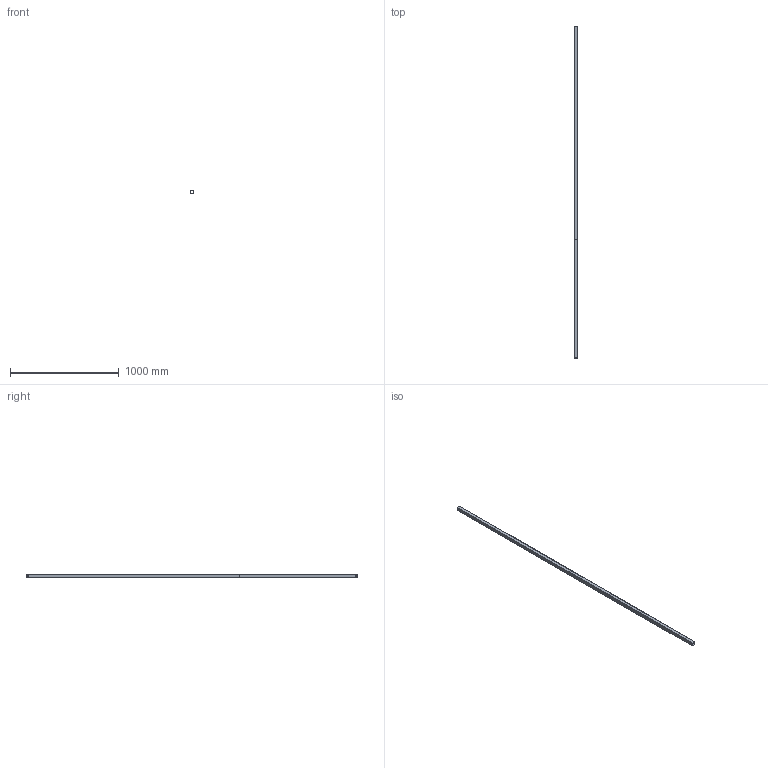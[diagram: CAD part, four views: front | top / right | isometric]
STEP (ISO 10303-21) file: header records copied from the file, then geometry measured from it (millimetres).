
FILE_DESCRIPTION(/* description */ ('Alibre Inc.'),/* implementation_level */ '2;1');
FILE_NAME(/* name */ 'export0',/* time_stamp */ '2012-03-24T09:23:27-06:00',/* author */ (''),/* organization */ (''),/* preprocessor_version */ 'ST-DEVELOPER v14',/* originating_system */ 'Alibre',/* authorisation */ '');
FILE_SCHEMA (('ALIBRE_SCHEMA','CONFIG_CONTROL_DESIGN'));
Length unit declared in the file: centimetre
Products named in the file (3): ID_1
Bounding box: 31.75 x 3048 x 31.75 mm (x, y, z)
Volume: 1499279.6 mm3; surface area: 946259.7 mm2
Topology: 2 solids, 2 shells, 24 faces, 60 edges, 40 vertices
Faces by surface type: plane 20, cylinder 4
Full cylindrical faces by diameter (mm): 9.525 x4
Entity records: 2787 total; most frequent: CARTESIAN_POINT 248, INTEGERVALUEPAIR 179, DIRECTION 172, REALVALUEPAIR 125, ORIENTED_EDGE 112, CONSTRAINTPAIRUV 103, VECTOR 94, REFERENCEDEPENDENTUV 92
